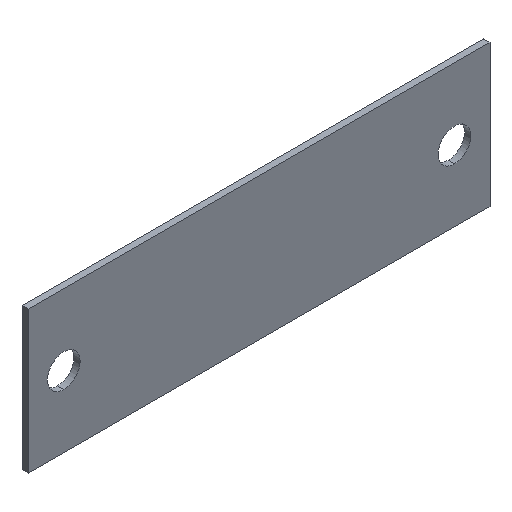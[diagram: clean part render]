
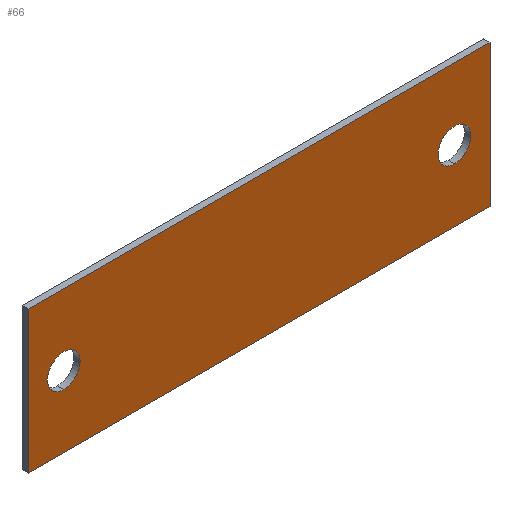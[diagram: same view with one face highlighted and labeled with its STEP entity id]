
A CAD part, isometric view. The second image highlights one B-rep face of the part: STEP entity #66.
In plain terms, the highlighted planar face has unit normal (0, -1, 0).
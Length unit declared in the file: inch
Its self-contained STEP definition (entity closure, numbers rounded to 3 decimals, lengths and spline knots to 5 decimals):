
#4 = VERTEX_POINT ( 'NONE', #120 ) ;
#7 = VECTOR ( 'NONE', #265, 39.37008 ) ;
#16 = DIRECTION ( 'NONE',  ( 0., 0., 1. ) ) ;
#18 = DIRECTION ( 'NONE',  ( 0., 1., 0. ) ) ;
#21 = VERTEX_POINT ( 'NONE', #90 ) ;
#24 = CARTESIAN_POINT ( 'NONE',  ( 1.625, 0., -0.5 ) ) ;
#33 = VECTOR ( 'NONE', #203, 39.37008 ) ;
#36 = EDGE_CURVE ( 'NONE', #73, #186, #271, .T. ) ;
#37 = EDGE_LOOP ( 'NONE', ( #286, #321 ) ) ;
#50 = CARTESIAN_POINT ( 'NONE',  ( 0., 0., 0. ) ) ;
#61 = AXIS2_PLACEMENT_3D ( 'NONE', #163, #158, #16 ) ;
#66 = ADVANCED_FACE ( 'NONE', ( #252, #127, #171 ), #339, .F. ) ;
#71 = DIRECTION ( 'NONE',  ( 1., 0., 0. ) ) ;
#72 = CARTESIAN_POINT ( 'NONE',  ( -1.625, 0., 0.5 ) ) ;
#73 = VERTEX_POINT ( 'NONE', #259 ) ;
#75 = CARTESIAN_POINT ( 'NONE',  ( 1.375, 0., 0. ) ) ;
#79 = EDGE_CURVE ( 'NONE', #293, #257, #86, .T. ) ;
#86 = LINE ( 'NONE', #72, #175 ) ;
#87 = VERTEX_POINT ( 'NONE', #188 ) ;
#89 = EDGE_CURVE ( 'NONE', #21, #348, #297, .T. ) ;
#90 = CARTESIAN_POINT ( 'NONE',  ( -1.375, 0., 0.115 ) ) ;
#102 = CIRCLE ( 'NONE', #172, 0.115 ) ;
#103 = ORIENTED_EDGE ( 'NONE', *, *, #352, .F. ) ;
#120 = CARTESIAN_POINT ( 'NONE',  ( 1.375, 0., 0.115 ) ) ;
#121 = EDGE_LOOP ( 'NONE', ( #103, #173, #195, #250 ) ) ;
#127 = FACE_BOUND ( 'NONE', #316, .T. ) ;
#135 = DIRECTION ( 'NONE',  ( 0., 1., 0. ) ) ;
#146 = CIRCLE ( 'NONE', #270, 0.115 ) ;
#148 = AXIS2_PLACEMENT_3D ( 'NONE', #50, #18, #236 ) ;
#149 = CARTESIAN_POINT ( 'NONE',  ( -1.625, 0., -0.5 ) ) ;
#158 = DIRECTION ( 'NONE',  ( 0., 1., 0. ) ) ;
#163 = CARTESIAN_POINT ( 'NONE',  ( -1.375, 0., 0. ) ) ;
#169 = EDGE_CURVE ( 'NONE', #4, #87, #302, .T. ) ;
#170 = DIRECTION ( 'NONE',  ( 0., 1., 0. ) ) ;
#171 = FACE_BOUND ( 'NONE', #37, .T. ) ;
#172 = AXIS2_PLACEMENT_3D ( 'NONE', #241, #135, #317 ) ;
#173 = ORIENTED_EDGE ( 'NONE', *, *, #36, .F. ) ;
#175 = VECTOR ( 'NONE', #71, 39.37008 ) ;
#185 = DIRECTION ( 'NONE',  ( 0., 1., 0. ) ) ;
#186 = VERTEX_POINT ( 'NONE', #311 ) ;
#188 = CARTESIAN_POINT ( 'NONE',  ( 1.375, 0., -0.115 ) ) ;
#195 = ORIENTED_EDGE ( 'NONE', *, *, #320, .F. ) ;
#199 = ORIENTED_EDGE ( 'NONE', *, *, #276, .T. ) ;
#201 = ORIENTED_EDGE ( 'NONE', *, *, #89, .T. ) ;
#203 = DIRECTION ( 'NONE',  ( -1., 0., 0. ) ) ;
#211 = DIRECTION ( 'NONE',  ( 0., 0., 1. ) ) ;
#216 = CARTESIAN_POINT ( 'NONE',  ( -1.625, 0., 0.5 ) ) ;
#227 = DIRECTION ( 'NONE',  ( 0., 0., 1. ) ) ;
#236 = DIRECTION ( 'NONE',  ( 0., 0., 1. ) ) ;
#241 = CARTESIAN_POINT ( 'NONE',  ( -1.375, 0., 0. ) ) ;
#243 = DIRECTION ( 'NONE',  ( 0., 0., 1. ) ) ;
#250 = ORIENTED_EDGE ( 'NONE', *, *, #79, .F. ) ;
#252 = FACE_OUTER_BOUND ( 'NONE', #121, .T. ) ;
#257 = VERTEX_POINT ( 'NONE', #268 ) ;
#259 = CARTESIAN_POINT ( 'NONE',  ( 1.625, 0., -0.5 ) ) ;
#265 = DIRECTION ( 'NONE',  ( 0., 0., -1. ) ) ;
#268 = CARTESIAN_POINT ( 'NONE',  ( 1.625, 0., 0.5 ) ) ;
#270 = AXIS2_PLACEMENT_3D ( 'NONE', #75, #170, #243 ) ;
#271 = LINE ( 'NONE', #149, #33 ) ;
#274 = EDGE_CURVE ( 'NONE', #87, #4, #146, .T. ) ;
#276 = EDGE_CURVE ( 'NONE', #348, #21, #102, .T. ) ;
#286 = ORIENTED_EDGE ( 'NONE', *, *, #274, .T. ) ;
#293 = VERTEX_POINT ( 'NONE', #216 ) ;
#297 = CIRCLE ( 'NONE', #61, 0.115 ) ;
#302 = CIRCLE ( 'NONE', #304, 0.115 ) ;
#304 = AXIS2_PLACEMENT_3D ( 'NONE', #309, #185, #211 ) ;
#309 = CARTESIAN_POINT ( 'NONE',  ( 1.375, 0., 0. ) ) ;
#311 = CARTESIAN_POINT ( 'NONE',  ( -1.625, 0., -0.5 ) ) ;
#316 = EDGE_LOOP ( 'NONE', ( #199, #201 ) ) ;
#317 = DIRECTION ( 'NONE',  ( 0., 0., 1. ) ) ;
#318 = CARTESIAN_POINT ( 'NONE',  ( -1.375, 0., -0.115 ) ) ;
#319 = CARTESIAN_POINT ( 'NONE',  ( -1.625, 0., -0.5 ) ) ;
#320 = EDGE_CURVE ( 'NONE', #257, #73, #356, .T. ) ;
#321 = ORIENTED_EDGE ( 'NONE', *, *, #169, .T. ) ;
#339 = PLANE ( 'NONE',  #148 ) ;
#345 = VECTOR ( 'NONE', #227, 39.37008 ) ;
#348 = VERTEX_POINT ( 'NONE', #318 ) ;
#351 = LINE ( 'NONE', #319, #345 ) ;
#352 = EDGE_CURVE ( 'NONE', #186, #293, #351, .T. ) ;
#356 = LINE ( 'NONE', #24, #7 ) ;
